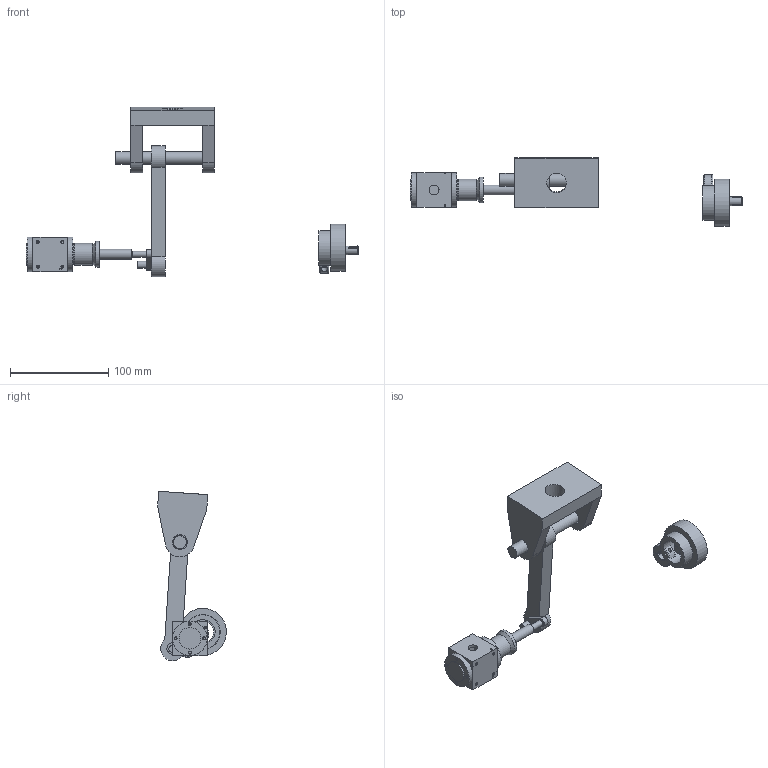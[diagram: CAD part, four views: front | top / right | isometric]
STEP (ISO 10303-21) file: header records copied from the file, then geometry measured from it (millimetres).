
FILE_DESCRIPTION(/* description */ ('','CAx-IF Rec.Pracs.---Representation and Presentation of Product Manufacturing Information (PMI)---4.0---2014-10-13'),/* implementation_level */ '2;1');
FILE_NAME(/* name */ 'Slider Crank Mechanism v19.step',/* time_stamp */ '2025-01-25T10:54:07Z',/* author */ (''),/* organization */ (''),/* preprocessor_version */ 'ST-DEVELOPER v20',/* originating_system */ 'Autodesk Translation Framework v13.20.0.188',/* authorisation */ '');
FILE_SCHEMA (('AP242_MANAGED_MODEL_BASED_3D_ENGINEERING_MIM_LF { 1 0 10303 442 1 1 4 }'));
Length unit declared in the file: millimetre
Products named in the file (11): Slider Crank Mechanism; Connecting Link; Crank; Body; Component6; LC0351:1A0-1.1-4000/0000-7x25Nr.007(B14); LC0351:1A01,10000007B; LC 035-0071725-WL; L0351:1A000001(3000)WD; LC 035-007125B14-FL; 33659
Assembly tree (10 placements, depth 3):
  Slider Crank Mechanism
    Connecting Link
    Crank
    Body
    Component6
    LC0351:1A0-1.1-4000/0000-7x25Nr.007(B14)
      LC0351:1A01,10000007B
      LC 035-0071725-WL
      L0351:1A000001(3000)WD
      LC 035-007125B14-FL
      33659
Bounding box: 337.16 x 69.75 x 171.99 mm (x, y, z)
Volume: 220065.8 mm3; surface area: 68489.7 mm2
Topology: 9 solids, 9 shells, 346 faces, 853 edges, 546 vertices
Faces by surface type: plane 166, cylinder 101, cone 69, torus 10
Full cylindrical faces by diameter (mm): 2.459 x29, 2.5 x1, 2.58 x1, 3.2 x1, 3.26 x1, 3.4 x4, 5.5 x1, 5.8 x1, 6 x2, 7 x3, 8 x1, 9 x1, 10 x3, 13 x1, 14 x1, 15 x2, 20 x1, 22 x3, 25 x1, 26.25 x1, 35 x3, 48 x1
Entity records: 10919 total; most frequent: CARTESIAN_POINT 2191, DIRECTION 1835, ORIENTED_EDGE 1680, EDGE_CURVE 840, AXIS2_PLACEMENT_3D 676, VERTEX_POINT 546, LINE 483, VECTOR 483
